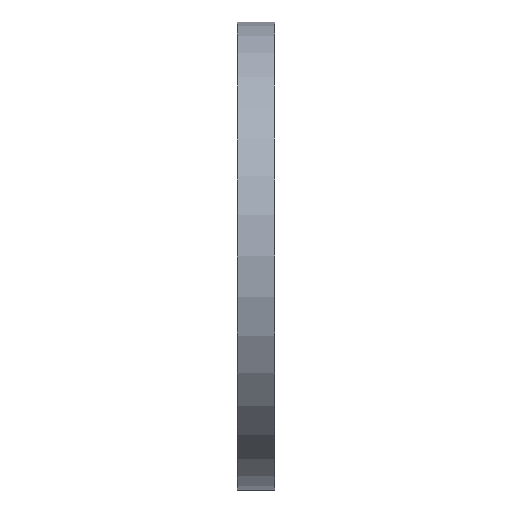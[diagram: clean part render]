
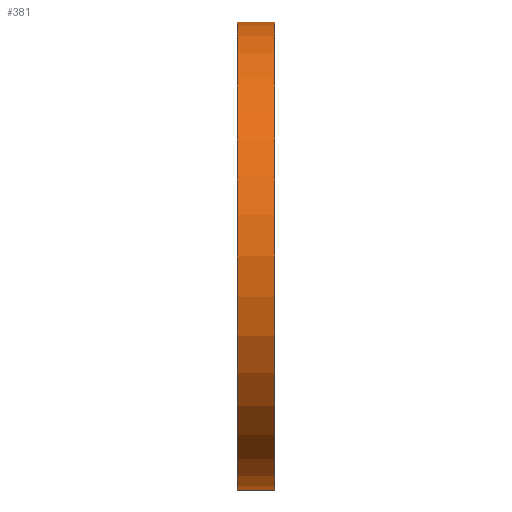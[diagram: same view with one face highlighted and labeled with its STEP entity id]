
A CAD part, front view. The second image highlights one B-rep face of the part: STEP entity #381.
In plain terms, the highlighted cylindrical face has radius 287 mm (diameter 574 mm), a partial arc.
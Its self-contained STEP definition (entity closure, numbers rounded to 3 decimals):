
#281 = EDGE_CURVE( '', #621, #595, #716, .T. );
#365 = EDGE_CURVE( '', #595, #417, #828, .T. );
#381 = ADVANCED_FACE( '', ( #845 ), #846, .T. );
#411 = EDGE_CURVE( '', #417, #469, #878, .T. );
#417 = VERTEX_POINT( '', #884 );
#469 = VERTEX_POINT( '', #953 );
#479 = EDGE_CURVE( '', #469, #621, #963, .T. );
#595 = VERTEX_POINT( '', #1091 );
#621 = VERTEX_POINT( '', #1118 );
#716 = CIRCLE( '', #1222, 287. );
#828 = LINE( '', #1365, #1366 );
#845 = FACE_OUTER_BOUND( '', #1386, .T. );
#846 = CYLINDRICAL_SURFACE( '', #1387, 287. );
#878 = CIRCLE( '', #1427, 287. );
#884 = CARTESIAN_POINT( '', ( 46., 0., -287. ) );
#953 = CARTESIAN_POINT( '', ( 46., 0., 287. ) );
#963 = LINE( '', #1538, #1539 );
#1091 = CARTESIAN_POINT( '', ( 0., 0., -287. ) );
#1118 = CARTESIAN_POINT( '', ( 0., 0., 287. ) );
#1222 = AXIS2_PLACEMENT_3D( '', #1832, #1833, #1834 );
#1365 = CARTESIAN_POINT( '', ( 0., 0., -287. ) );
#1366 = VECTOR( '', #2006, 1. );
#1386 = EDGE_LOOP( '', ( #2025, #2026, #2027, #2028 ) );
#1387 = AXIS2_PLACEMENT_3D( '', #2029, #2030, #2031 );
#1427 = AXIS2_PLACEMENT_3D( '', #2064, #2065, #2066 );
#1538 = CARTESIAN_POINT( '', ( 0., 0., 287. ) );
#1539 = VECTOR( '', #2155, 1. );
#1832 = CARTESIAN_POINT( '', ( 0., 0., 0. ) );
#1833 = DIRECTION( '', ( 1., 0., 0. ) );
#1834 = DIRECTION( '', ( 0., 0., -1. ) );
#2006 = DIRECTION( '', ( 1., 0., 0. ) );
#2025 = ORIENTED_EDGE( '', *, *, #365, .T. );
#2026 = ORIENTED_EDGE( '', *, *, #411, .T. );
#2027 = ORIENTED_EDGE( '', *, *, #479, .T. );
#2028 = ORIENTED_EDGE( '', *, *, #281, .T. );
#2029 = CARTESIAN_POINT( '', ( 0., 0., 0. ) );
#2030 = DIRECTION( '', ( -1., 0., 0. ) );
#2031 = DIRECTION( '', ( 0., 0., -1. ) );
#2064 = CARTESIAN_POINT( '', ( 46., 0., 0. ) );
#2065 = DIRECTION( '', ( -1., 0., 0. ) );
#2066 = DIRECTION( '', ( 0., 0., -1. ) );
#2155 = DIRECTION( '', ( -1., 0., 0. ) );
